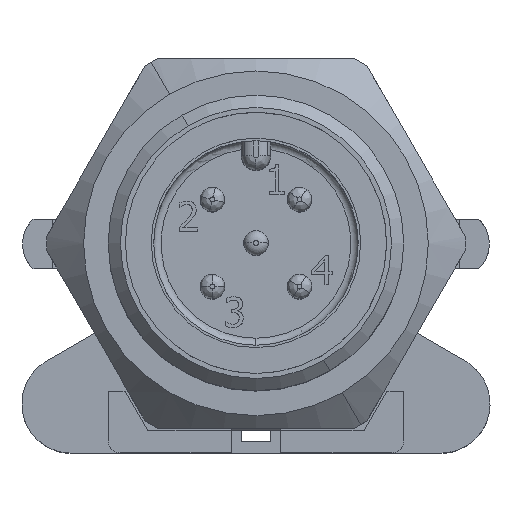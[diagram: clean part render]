
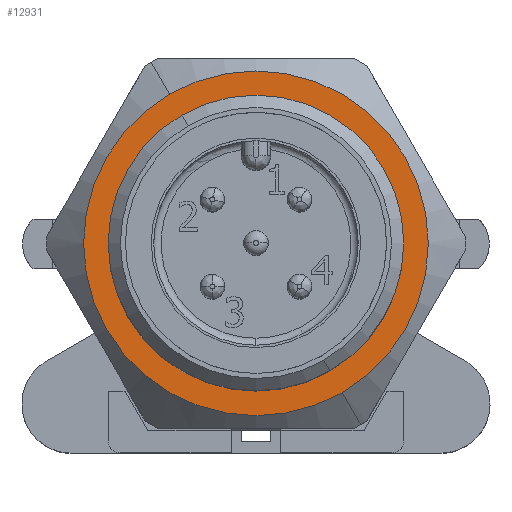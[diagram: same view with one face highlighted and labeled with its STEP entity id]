
A CAD part, top view. The second image highlights one B-rep face of the part: STEP entity #12931.
In plain terms, the highlighted planar face has unit normal (0, 0, 1).
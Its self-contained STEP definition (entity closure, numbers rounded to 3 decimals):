
#12858=AXIS2_PLACEMENT_3D('Circle Axis2P3D',#12856,#12857,$) ;
#12888=AXIS2_PLACEMENT_3D('Circle Axis2P3D',#12886,#12887,$) ;
#12907=AXIS2_PLACEMENT_3D('Plane Axis2P3D',#12904,#12905,#12906) ;
#12915=AXIS2_PLACEMENT_3D('Circle Axis2P3D',#12913,#12914,$) ;
#12924=AXIS2_PLACEMENT_3D('Circle Axis2P3D',#12922,#12923,$) ;
#12853=CARTESIAN_POINT('Vertex',(13.003,2.442,19.1)) ;
#12856=CARTESIAN_POINT('Axis2P3D Location',(9.505,8.5,19.1)) ;
#12860=CARTESIAN_POINT('Vertex',(6.007,14.558,19.1)) ;
#12886=CARTESIAN_POINT('Axis2P3D Location',(9.505,8.5,19.1)) ;
#12904=CARTESIAN_POINT('Axis2P3D Location',(5.842,14.844,19.1)) ;
#12913=CARTESIAN_POINT('Axis2P3D Location',(9.505,8.5,19.1)) ;
#12917=CARTESIAN_POINT('Vertex',(12.505,3.304,19.1)) ;
#12919=CARTESIAN_POINT('Vertex',(6.505,13.696,19.1)) ;
#12922=CARTESIAN_POINT('Axis2P3D Location',(9.505,8.5,19.1)) ;
#12857=DIRECTION('Axis2P3D Direction',(0.,0.,-1.)) ;
#12887=DIRECTION('Axis2P3D Direction',(0.,0.,-1.)) ;
#12905=DIRECTION('Axis2P3D Direction',(0.,0.,1.)) ;
#12906=DIRECTION('Axis2P3D XDirection',(0.866,0.5,0.)) ;
#12914=DIRECTION('Axis2P3D Direction',(0.,0.,1.)) ;
#12923=DIRECTION('Axis2P3D Direction',(0.,0.,1.)) ;
#12910=ORIENTED_EDGE('',*,*,#12890,.T.) ;
#12911=ORIENTED_EDGE('',*,*,#12862,.T.) ;
#12928=ORIENTED_EDGE('',*,*,#12921,.F.) ;
#12929=ORIENTED_EDGE('',*,*,#12926,.F.) ;
#12930=FACE_BOUND('',#12927,.T.) ;
#12931=ADVANCED_FACE('V3',(#12912,#12930),#12908,.T.) ;
#12859=CIRCLE('generated circle',#12858,6.995) ;
#12889=CIRCLE('generated circle',#12888,6.995) ;
#12916=CIRCLE('generated circle',#12915,6.) ;
#12925=CIRCLE('generated circle',#12924,6.) ;
#12862=EDGE_CURVE('',#12861,#12854,#12859,.F.) ;
#12890=EDGE_CURVE('',#12854,#12861,#12889,.F.) ;
#12921=EDGE_CURVE('',#12918,#12920,#12916,.T.) ;
#12926=EDGE_CURVE('',#12920,#12918,#12925,.T.) ;
#12909=EDGE_LOOP('',(#12910,#12911)) ;
#12927=EDGE_LOOP('',(#12928,#12929)) ;
#12912=FACE_OUTER_BOUND('',#12909,.T.) ;
#12908=PLANE('',#12907) ;
#12854=VERTEX_POINT('',#12853) ;
#12861=VERTEX_POINT('',#12860) ;
#12918=VERTEX_POINT('',#12917) ;
#12920=VERTEX_POINT('',#12919) ;
